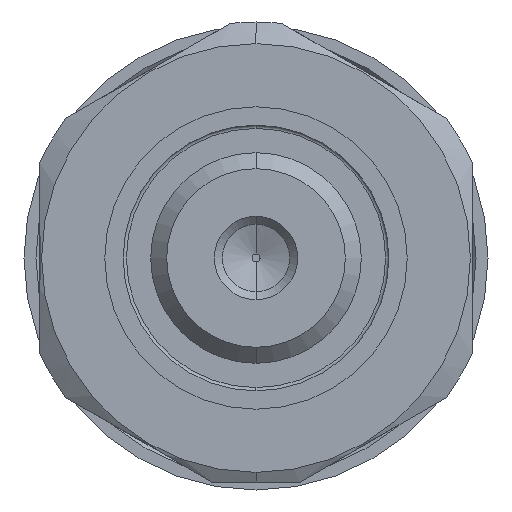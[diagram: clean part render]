
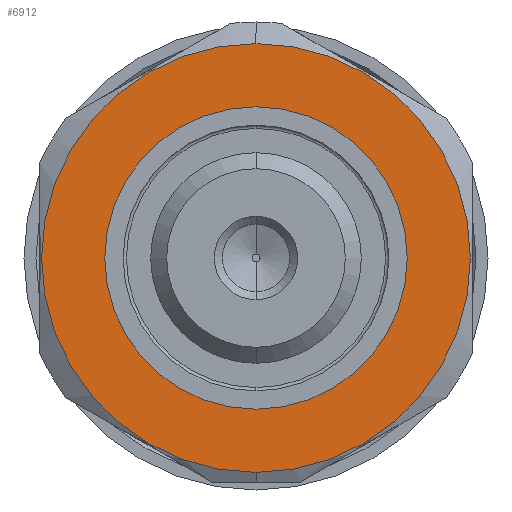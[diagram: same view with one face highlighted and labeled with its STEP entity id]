
A CAD part, front view. The second image highlights one B-rep face of the part: STEP entity #6912.
In plain terms, the highlighted face is planar.
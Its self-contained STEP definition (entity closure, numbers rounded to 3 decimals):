
#176 = DIRECTION ( 'NONE',  ( 1., 0., 0. ) ) ;
#226 = DIRECTION ( 'NONE',  ( 0., 0., -1. ) ) ;
#276 = CIRCLE ( 'NONE', #4763, 9.45 ) ;
#503 = AXIS2_PLACEMENT_3D ( 'NONE', #8023, #2261, #7961 ) ;
#533 = CARTESIAN_POINT ( 'NONE',  ( 14., 0., 0. ) ) ;
#632 = VERTEX_POINT ( 'NONE', #8245 ) ;
#1146 = AXIS2_PLACEMENT_3D ( 'NONE', #533, #7623, #5054 ) ;
#1757 = ORIENTED_EDGE ( 'NONE', *, *, #4768, .F. ) ;
#2261 = DIRECTION ( 'NONE',  ( -1., 0., 0. ) ) ;
#2573 = DIRECTION ( 'NONE',  ( 0., 0., 1. ) ) ;
#2577 = ORIENTED_EDGE ( 'NONE', *, *, #7986, .T. ) ;
#2877 = EDGE_LOOP ( 'NONE', ( #7273, #1757 ) ) ;
#2901 = VERTEX_POINT ( 'NONE', #4508 ) ;
#3075 = EDGE_LOOP ( 'NONE', ( #5081, #2577 ) ) ;
#3384 = PLANE ( 'NONE',  #4303 ) ;
#3463 = CARTESIAN_POINT ( 'NONE',  ( 14., 9.45, 0. ) ) ;
#4086 = VERTEX_POINT ( 'NONE', #5616 ) ;
#4298 = FACE_BOUND ( 'NONE', #2877, .T. ) ;
#4303 = AXIS2_PLACEMENT_3D ( 'NONE', #3463, #176, #226 ) ;
#4369 = CIRCLE ( 'NONE', #1146, 13.4 ) ;
#4504 = FACE_OUTER_BOUND ( 'NONE', #3075, .T. ) ;
#4508 = CARTESIAN_POINT ( 'NONE',  ( 14., 0., -13.4 ) ) ;
#4763 = AXIS2_PLACEMENT_3D ( 'NONE', #8262, #6405, #2573 ) ;
#4768 = EDGE_CURVE ( 'NONE', #5788, #632, #276, .T. ) ;
#4796 = CIRCLE ( 'NONE', #7882, 13.4 ) ;
#5054 = DIRECTION ( 'NONE',  ( 0., 0., 1. ) ) ;
#5081 = ORIENTED_EDGE ( 'NONE', *, *, #6392, .T. ) ;
#5556 = EDGE_CURVE ( 'NONE', #632, #5788, #7895, .T. ) ;
#5616 = CARTESIAN_POINT ( 'NONE',  ( 14., 0., 13.4 ) ) ;
#5755 = DIRECTION ( 'NONE',  ( -1., 0., 0. ) ) ;
#5777 = DIRECTION ( 'NONE',  ( 0., 0., 1. ) ) ;
#5788 = VERTEX_POINT ( 'NONE', #5832 ) ;
#5832 = CARTESIAN_POINT ( 'NONE',  ( 14., 0., -9.45 ) ) ;
#6392 = EDGE_CURVE ( 'NONE', #2901, #4086, #4796, .T. ) ;
#6405 = DIRECTION ( 'NONE',  ( -1., 0., 0. ) ) ;
#6912 = ADVANCED_FACE ( 'NONE', ( #4298, #4504 ), #3384, .F. ) ;
#7273 = ORIENTED_EDGE ( 'NONE', *, *, #5556, .F. ) ;
#7623 = DIRECTION ( 'NONE',  ( -1., 0., 0. ) ) ;
#7713 = CARTESIAN_POINT ( 'NONE',  ( 14., 0., 0. ) ) ;
#7882 = AXIS2_PLACEMENT_3D ( 'NONE', #7713, #5755, #5777 ) ;
#7895 = CIRCLE ( 'NONE', #503, 9.45 ) ;
#7961 = DIRECTION ( 'NONE',  ( 0., 0., 1. ) ) ;
#7986 = EDGE_CURVE ( 'NONE', #4086, #2901, #4369, .T. ) ;
#8023 = CARTESIAN_POINT ( 'NONE',  ( 14., 0., 0. ) ) ;
#8245 = CARTESIAN_POINT ( 'NONE',  ( 14., 0., 9.45 ) ) ;
#8262 = CARTESIAN_POINT ( 'NONE',  ( 14., 0., 0. ) ) ;
